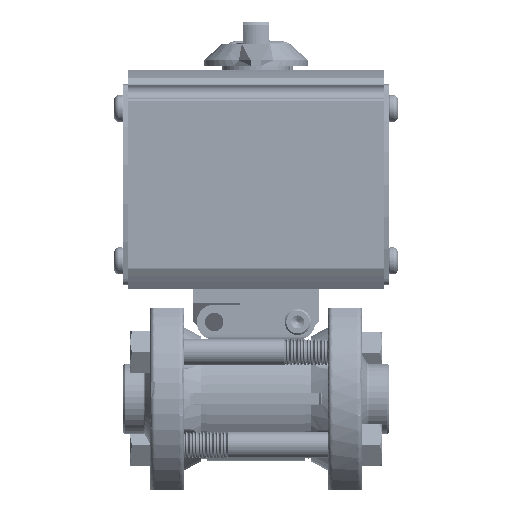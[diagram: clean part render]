
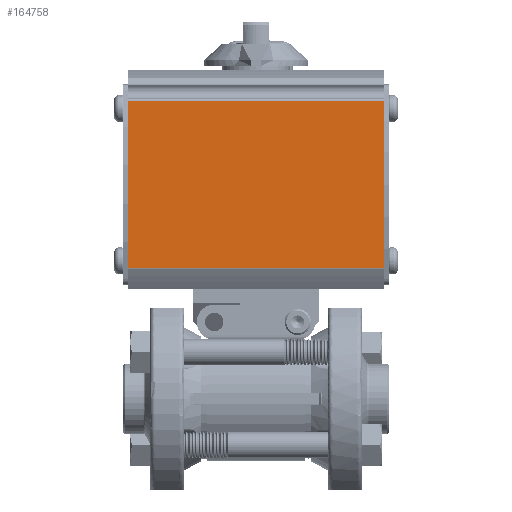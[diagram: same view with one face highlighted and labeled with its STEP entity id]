
A CAD part, top view. The second image highlights one B-rep face of the part: STEP entity #164758.
In plain terms, the highlighted planar face has unit normal (0, 0, 1).
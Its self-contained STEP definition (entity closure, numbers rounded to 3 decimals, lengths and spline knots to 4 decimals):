
#1782 = VECTOR ( 'NONE', #97859, 39.3701 ) ;
#13162 = VECTOR ( 'NONE', #53238, 39.3701 ) ;
#14330 = ORIENTED_EDGE ( 'NONE', *, *, #46202, .T. ) ;
#28444 = CARTESIAN_POINT ( 'NONE',  ( -1.5275, 3.5621, 1.17 ) ) ;
#28859 = CARTESIAN_POINT ( 'NONE',  ( -1.5275, 1.5679, 1.17 ) ) ;
#29505 = CARTESIAN_POINT ( 'NONE',  ( -5.0403, 3.5621, 1.17 ) ) ;
#33372 = FACE_OUTER_BOUND ( 'NONE', #128433, .T. ) ;
#43140 = VERTEX_POINT ( 'NONE', #28859 ) ;
#46202 = EDGE_CURVE ( 'NONE', #43140, #97532, #102642, .T. ) ;
#46780 = VERTEX_POINT ( 'NONE', #108992 ) ;
#53238 = DIRECTION ( 'NONE',  ( 1., 0., 0. ) ) ;
#58181 = AXIS2_PLACEMENT_3D ( 'NONE', #87611, #193050, #103364 ) ;
#67716 = CARTESIAN_POINT ( 'NONE',  ( -5.0403, 1.5679, 1.17 ) ) ;
#78122 = LINE ( 'NONE', #84396, #113348 ) ;
#81769 = LINE ( 'NONE', #112970, #1782 ) ;
#84396 = CARTESIAN_POINT ( 'NONE',  ( 1.5275, 3.5694, 1.17 ) ) ;
#87611 = CARTESIAN_POINT ( 'NONE',  ( -5.0403, 3.5694, 1.17 ) ) ;
#88244 = PLANE ( 'NONE',  #58181 ) ;
#92086 = EDGE_CURVE ( 'NONE', #43140, #99440, #81769, .T. ) ;
#97532 = VERTEX_POINT ( 'NONE', #140309 ) ;
#97859 = DIRECTION ( 'NONE',  ( 0., 1., 0. ) ) ;
#99440 = VERTEX_POINT ( 'NONE', #28444 ) ;
#100405 = EDGE_CURVE ( 'NONE', #46780, #97532, #78122, .T. ) ;
#102642 = LINE ( 'NONE', #67716, #13162 ) ;
#103364 = DIRECTION ( 'NONE',  ( 0., -1., 0. ) ) ;
#108992 = CARTESIAN_POINT ( 'NONE',  ( 1.5275, 3.5621, 1.17 ) ) ;
#109015 = EDGE_CURVE ( 'NONE', #46780, #99440, #153358, .T. ) ;
#112970 = CARTESIAN_POINT ( 'NONE',  ( -1.5275, 3.5694, 1.17 ) ) ;
#113348 = VECTOR ( 'NONE', #129699, 39.3701 ) ;
#128433 = EDGE_LOOP ( 'NONE', ( #154369, #164186, #193546, #14330 ) ) ;
#129699 = DIRECTION ( 'NONE',  ( 0., -1., 0. ) ) ;
#134575 = DIRECTION ( 'NONE',  ( -1., 0., 0. ) ) ;
#140309 = CARTESIAN_POINT ( 'NONE',  ( 1.5275, 1.5679, 1.17 ) ) ;
#148643 = VECTOR ( 'NONE', #134575, 39.3701 ) ;
#153358 = LINE ( 'NONE', #29505, #148643 ) ;
#154369 = ORIENTED_EDGE ( 'NONE', *, *, #100405, .F. ) ;
#164186 = ORIENTED_EDGE ( 'NONE', *, *, #109015, .T. ) ;
#164758 = ADVANCED_FACE ( 'NONE', ( #33372 ), #88244, .F. ) ;
#193050 = DIRECTION ( 'NONE',  ( 0., 0., -1. ) ) ;
#193546 = ORIENTED_EDGE ( 'NONE', *, *, #92086, .F. ) ;
